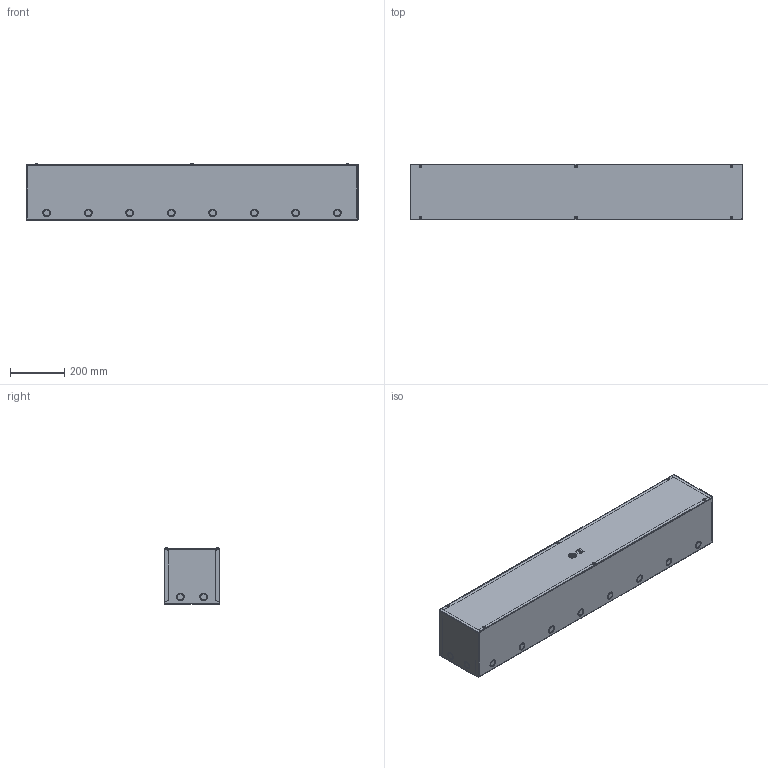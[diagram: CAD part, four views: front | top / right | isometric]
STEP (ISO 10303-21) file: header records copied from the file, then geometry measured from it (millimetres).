
FILE_DESCRIPTION(/* description */ ('1100WD 8" x 8" x 48" Assembly'),/* implementation_level */ '2;1');
FILE_NAME(/* name */ '1100WD080848.stp',/* time_stamp */ '2025-05-20T23:12:25-04:00',/* author */ ('BoxCad'),/* organization */ (''),/* preprocessor_version */ 'ST-DEVELOPER v20',/* originating_system */ 'Autodesk Inventor 2024',/* authorisation */ '');
FILE_SCHEMA (('AUTOMOTIVE_DESIGN { 1 0 10303 214 3 1 1 }'));
Products named in the file (9): 1100WD080848; 1100WD080848B; 1100WD080848B-P; 1100WD080848C; 1100WD080848C-P; STK-P-02400S; STK-S-00800; STK-S-00950; STK-Q-05020
Assembly tree (14 placements, depth 3):
  1100WD080848
    1100WD080848B
      1100WD080848B-P
      STK-P-02400S
    1100WD080848C
      1100WD080848C-P
      STK-P-02400S
      STK-S-00800
      STK-S-00950
    STK-Q-05020  x6
Bounding box: 1219.2 x 203.2 x 207.84 mm (x, y, z)
Volume: 1534189.2 mm3; surface area: 2236062.9 mm2
Topology: 10 solids, 10 shells, 4053 faces, 11028 edges, 7226 vertices
Faces by surface type: plane 2376, bspline 666, cylinder 645, torus 204, sphere 126, cone 36
Full cylindrical faces by diameter (mm): 0.75 x2, 0.85 x2, 1.1 x1, 1.3 x1, 4.191 x6, 4.496 x2, 6.35 x1, 7.366 x12, 7.925 x1, 9.5 x6, 27 x1, 29 x1, 31.75 x1
Entity records: 99132 total; most frequent: CARTESIAN_POINT 30046, ORIENTED_EDGE 15104, DIRECTION 11211, EDGE_CURVE 7552, LINE 5515, VECTOR 5515, VERTEX_POINT 5001, EDGE_LOOP 3219
